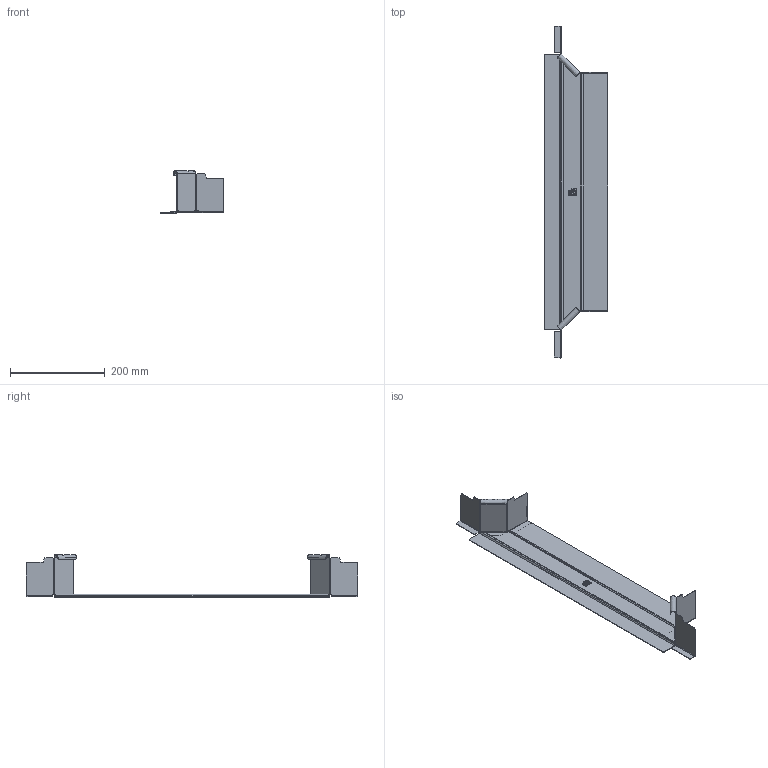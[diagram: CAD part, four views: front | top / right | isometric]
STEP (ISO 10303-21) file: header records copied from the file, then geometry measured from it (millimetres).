
FILE_DESCRIPTION(/* description */ (''),/* implementation_level */ '2;1');
FILE_NAME(/* name */ '6041598',/* time_stamp */ '2014-08-22T10:32:34+02:00',/* author */ (''),/* organization */ (''),/* preprocessor_version */ 'ST-DEVELOPER v15',/* originating_system */ '',/* authorisation */ '');
FILE_SCHEMA (('AUTOMOTIVE_DESIGN'));
Length unit declared in the file: millimetre
Products named in the file (2): Document; Block 03
Assembly tree (1 placements, depth 2):
  Document
    Block 03
Bounding box: 133.5 x 699.2 x 89.45 mm (x, y, z)
Volume: 133451.4 mm3; surface area: 216869.1 mm2
Topology: 3 solids, 3 shells, 404 faces, 1025 edges, 644 vertices
Faces by surface type: plane 254, bspline 150
Entity records: 15837 total; most frequent: CARTESIAN_POINT 9090, ORIENTED_EDGE 2046, EDGE_CURVE 1023, B_SPLINE_CURVE_WITH_KNOTS 891, VERTEX_POINT 644, EDGE_LOOP 424, ADVANCED_FACE 404, FACE_OUTER_BOUND 404
